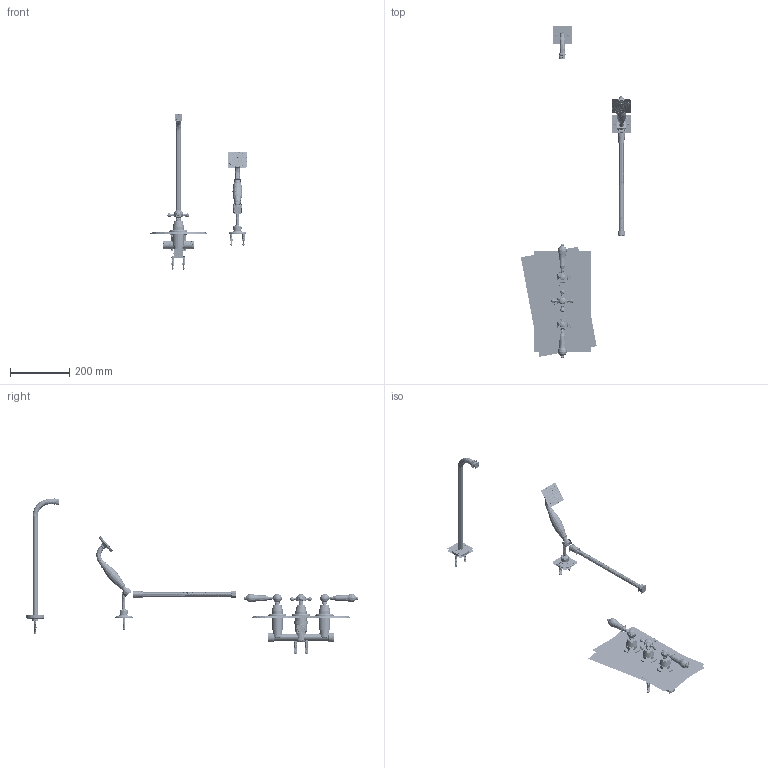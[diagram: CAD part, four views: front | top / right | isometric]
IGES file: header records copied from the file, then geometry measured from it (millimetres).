
Start section:  PTC IGES file: vf3s-sl0138-01.igs
Global section: file name: vf3s-sl0138-01.igs; native system: Creo Elements/Pro by Parametric Technology Corporation; preprocessor: 2011080; author: Administrator; organization: Unknown; date: 20150425.134236; units: millimetre
Bounding box: 373.36 x 1124.44 x 528.18 mm (x, y, z)
Volume: 619861.3 mm3; surface area: 4195545.8 mm2
Topology: 136 solids, 136 shells, 12976 faces, 67972 edges, 86760 vertices
Faces by surface type: revolution 7836, bspline 5140
